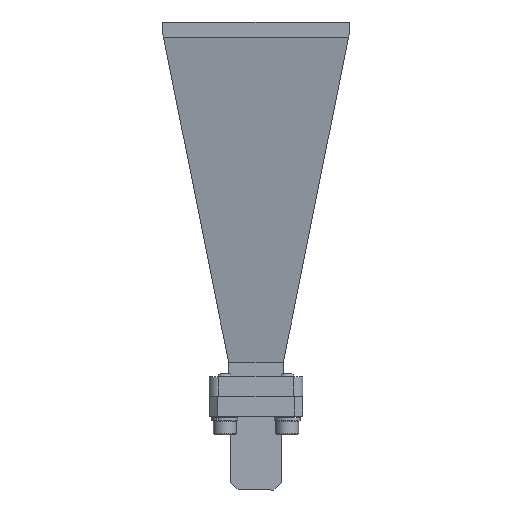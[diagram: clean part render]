
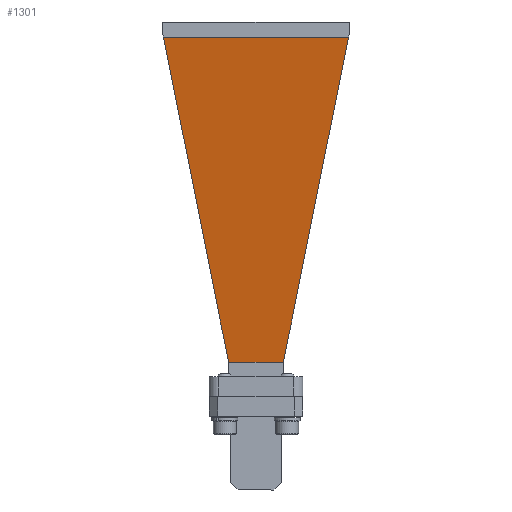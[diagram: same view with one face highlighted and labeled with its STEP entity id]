
A CAD part, front view. The second image highlights one B-rep face of the part: STEP entity #1301.
In plain terms, the highlighted face is planar.
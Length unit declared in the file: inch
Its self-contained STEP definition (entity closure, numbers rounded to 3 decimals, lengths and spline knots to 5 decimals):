
#92 = CARTESIAN_POINT ( 'NONE',  ( -0.14874, -0.21904, 1.9622 ) ) ;
#209 = LINE ( 'NONE', #3350, #5201 ) ;
#661 = CARTESIAN_POINT ( 'NONE',  ( -0.56799, -0.74043, 4.56242 ) ) ;
#818 = EDGE_CURVE ( 'NONE', #2942, #4457, #4426, .T. ) ;
#941 = ORIENTED_EDGE ( 'NONE', *, *, #3257, .T. ) ;
#1084 = CARTESIAN_POINT ( 'NONE',  ( -0.14874, -0.21904, 1.9622 ) ) ;
#1133 = VECTOR ( 'NONE', #2948, 39.37008 ) ;
#1301 = ADVANCED_FACE ( 'NONE', ( #5966 ), #4164, .T. ) ;
#1898 = LINE ( 'NONE', #92, #5758 ) ;
#1952 = DIRECTION ( 'NONE',  ( 0.156, -0.194, -0.968 ) ) ;
#2691 = VECTOR ( 'NONE', #5380, 39.37008 ) ;
#2942 = VERTEX_POINT ( 'NONE', #661 ) ;
#2948 = DIRECTION ( 'NONE',  ( 0., -1., 0. ) ) ;
#2982 = LINE ( 'NONE', #4707, #1133 ) ;
#3208 = EDGE_CURVE ( 'NONE', #5562, #5140, #2982, .T. ) ;
#3257 = EDGE_CURVE ( 'NONE', #4457, #5562, #209, .T. ) ;
#3350 = CARTESIAN_POINT ( 'NONE',  ( -0.56799, 0.74043, 4.56242 ) ) ;
#3631 = DIRECTION ( 'NONE',  ( -0.159, 0., 0.987 ) ) ;
#3830 = ORIENTED_EDGE ( 'NONE', *, *, #818, .T. ) ;
#3896 = CARTESIAN_POINT ( 'NONE',  ( -0.14874, 0.21904, 1.9622 ) ) ;
#4164 = PLANE ( 'NONE',  #4953 ) ;
#4223 = ORIENTED_EDGE ( 'NONE', *, *, #5087, .T. ) ;
#4426 = LINE ( 'NONE', #5008, #2691 ) ;
#4457 = VERTEX_POINT ( 'NONE', #5273 ) ;
#4622 = CARTESIAN_POINT ( 'NONE',  ( -0.3667, 0., 3.31397 ) ) ;
#4680 = DIRECTION ( 'NONE',  ( -0.987, 0., -0.159 ) ) ;
#4707 = CARTESIAN_POINT ( 'NONE',  ( -0.14874, 0., 1.9622 ) ) ;
#4714 = DIRECTION ( 'NONE',  ( -0.156, -0.194, 0.968 ) ) ;
#4953 = AXIS2_PLACEMENT_3D ( 'NONE', #4622, #4680, #3631 ) ;
#5008 = CARTESIAN_POINT ( 'NONE',  ( -0.56799, 0., 4.56242 ) ) ;
#5087 = EDGE_CURVE ( 'NONE', #5140, #2942, #1898, .T. ) ;
#5114 = EDGE_LOOP ( 'NONE', ( #5535, #4223, #3830, #941 ) ) ;
#5140 = VERTEX_POINT ( 'NONE', #1084 ) ;
#5201 = VECTOR ( 'NONE', #1952, 39.37008 ) ;
#5273 = CARTESIAN_POINT ( 'NONE',  ( -0.56799, 0.74043, 4.56242 ) ) ;
#5380 = DIRECTION ( 'NONE',  ( 0., 1., 0. ) ) ;
#5535 = ORIENTED_EDGE ( 'NONE', *, *, #3208, .T. ) ;
#5562 = VERTEX_POINT ( 'NONE', #3896 ) ;
#5758 = VECTOR ( 'NONE', #4714, 39.37008 ) ;
#5966 = FACE_OUTER_BOUND ( 'NONE', #5114, .T. ) ;
